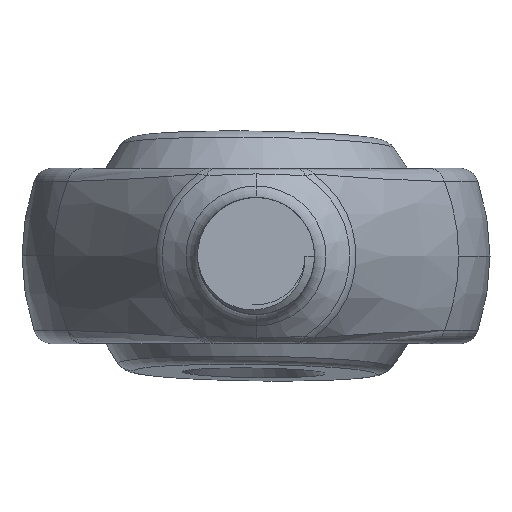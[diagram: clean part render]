
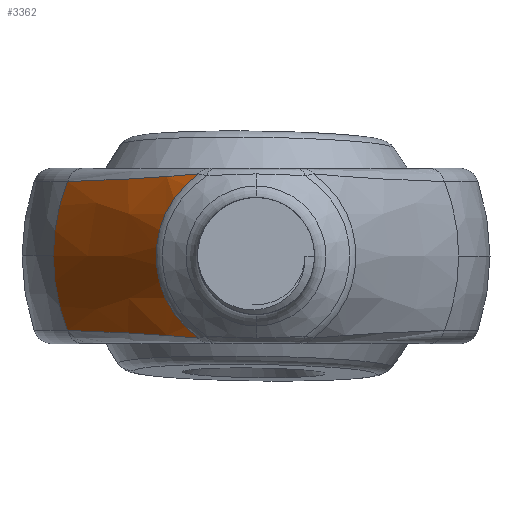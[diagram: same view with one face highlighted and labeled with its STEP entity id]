
A CAD part, front view. The second image highlights one B-rep face of the part: STEP entity #3362.
In plain terms, the highlighted conical face has half-angle 30 degrees and reference radius 2.5 mm.
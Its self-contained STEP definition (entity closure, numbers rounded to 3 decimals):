
#73 = CARTESIAN_POINT ( 'NONE',  ( -2.726, -6.149, 2.006 ) ) ;
#214 = EDGE_CURVE ( 'NONE', #454, #5613, #806, .T. ) ;
#454 = VERTEX_POINT ( 'NONE', #1870 ) ;
#692 = DIRECTION ( 'NONE',  ( 0., 0., 1. ) ) ;
#806 = CIRCLE ( 'NONE', #4988, 5.196 ) ;
#1108 = CARTESIAN_POINT ( 'NONE',  ( 0., -7.556, 0. ) ) ;
#1163 = CARTESIAN_POINT ( 'NONE',  ( 0., -3., 0. ) ) ;
#1165 = ORIENTED_EDGE ( 'NONE', *, *, #6188, .T. ) ;
#1170 = CARTESIAN_POINT ( 'NONE',  ( -1.647, -7.399, 2.09 ) ) ;
#1211 = DIRECTION ( 'NONE',  ( 0., -1., 0. ) ) ;
#1279 = CARTESIAN_POINT ( 'NONE',  ( -2.284, -6.701, 2.038 ) ) ;
#1375 = CARTESIAN_POINT ( 'NONE',  ( -3.817, -4.599, -1.944 ) ) ;
#1453 = EDGE_CURVE ( 'NONE', #5079, #4535, #1920, .T. ) ;
#1570 = DIRECTION ( 'NONE',  ( 0., 1., 0. ) ) ;
#1771 = AXIS2_PLACEMENT_3D ( 'NONE', #5172, #4068, #692 ) ;
#1845 = CARTESIAN_POINT ( 'NONE',  ( -4.328, -3.803, 1.925 ) ) ;
#1870 = CARTESIAN_POINT ( 'NONE',  ( -4.833, -3., 1.909 ) ) ;
#1920 = B_SPLINE_CURVE_WITH_KNOTS ( 'NONE', 3,
 ( #1952, #4211, #1375, #2585, #6013, #7075, #2519, #3158, #2537, #7122 ),
 .UNSPECIFIED., .F., .F.,
 ( 4, 2, 2, 2, 4 ),
 ( 0., 0.003, 0.004, 0.005, 0.006 ),
 .UNSPECIFIED. ) ;
#1934 = DIRECTION ( 'NONE',  ( 0., -1., 0. ) ) ;
#1938 = CARTESIAN_POINT ( 'NONE',  ( -4.833, -3., -1.909 ) ) ;
#1952 = CARTESIAN_POINT ( 'NONE',  ( -4.833, -3., -1.909 ) ) ;
#2051 = AXIS2_PLACEMENT_3D ( 'NONE', #1108, #1570, #6252 ) ;
#2333 = EDGE_CURVE ( 'NONE', #4535, #2929, #6598, .T. ) ;
#2467 = CARTESIAN_POINT ( 'NONE',  ( -5.196, -3., 0. ) ) ;
#2519 = CARTESIAN_POINT ( 'NONE',  ( -2.134, -6.88, -2.05 ) ) ;
#2537 = CARTESIAN_POINT ( 'NONE',  ( -1.646, -7.4, -2.09 ) ) ;
#2585 = CARTESIAN_POINT ( 'NONE',  ( -3.007, -5.763, -1.988 ) ) ;
#2677 = EDGE_LOOP ( 'NONE', ( #6498, #1165, #6580, #6390, #4254 ) ) ;
#2881 = CARTESIAN_POINT ( 'NONE',  ( -1.813, -7.231, 2.076 ) ) ;
#2929 = VERTEX_POINT ( 'NONE', #4744 ) ;
#3133 = CIRCLE ( 'NONE', #7221, 5.196 ) ;
#3158 = CARTESIAN_POINT ( 'NONE',  ( -1.813, -7.231, -2.076 ) ) ;
#3263 = EDGE_CURVE ( 'NONE', #5613, #5079, #3133, .T. ) ;
#3362 = ADVANCED_FACE ( 'NONE', ( #4448 ), #7204, .T. ) ;
#3466 = CARTESIAN_POINT ( 'NONE',  ( -4.833, -3., 1.909 ) ) ;
#3629 = CARTESIAN_POINT ( 'NONE',  ( 0., -3., 0. ) ) ;
#3657 = DIRECTION ( 'NONE',  ( 0., 0., -1. ) ) ;
#4068 = DIRECTION ( 'NONE',  ( 0., 1., 0. ) ) ;
#4113 = CARTESIAN_POINT ( 'NONE',  ( -2.132, -6.882, 2.05 ) ) ;
#4211 = CARTESIAN_POINT ( 'NONE',  ( -4.329, -3.802, -1.925 ) ) ;
#4254 = ORIENTED_EDGE ( 'NONE', *, *, #1453, .T. ) ;
#4448 = FACE_OUTER_BOUND ( 'NONE', #2677, .T. ) ;
#4535 = VERTEX_POINT ( 'NONE', #5939 ) ;
#4744 = CARTESIAN_POINT ( 'NONE',  ( -1.467, -7.556, 2.105 ) ) ;
#4988 = AXIS2_PLACEMENT_3D ( 'NONE', #3629, #1934, #3657 ) ;
#5079 = VERTEX_POINT ( 'NONE', #1938 ) ;
#5172 = CARTESIAN_POINT ( 'NONE',  ( 0., -7.67, 0. ) ) ;
#5201 = DIRECTION ( 'NONE',  ( 0., 0., -1. ) ) ;
#5263 = CARTESIAN_POINT ( 'NONE',  ( -3.816, -4.601, 1.944 ) ) ;
#5398 = B_SPLINE_CURVE_WITH_KNOTS ( 'NONE', 3,
 ( #6304, #1170, #2881, #4113, #1279, #73, #6864, #5263, #1845, #3466 ),
 .UNSPECIFIED., .F., .F.,
 ( 4, 2, 2, 2, 4 ),
 ( 0., 0.001, 0.001, 0.003, 0.006 ),
 .UNSPECIFIED. ) ;
#5613 = VERTEX_POINT ( 'NONE', #2467 ) ;
#5939 = CARTESIAN_POINT ( 'NONE',  ( -1.467, -7.556, -2.105 ) ) ;
#6013 = CARTESIAN_POINT ( 'NONE',  ( -2.729, -6.145, -2.006 ) ) ;
#6188 = EDGE_CURVE ( 'NONE', #2929, #454, #5398, .T. ) ;
#6252 = DIRECTION ( 'NONE',  ( 0., 0., 1. ) ) ;
#6304 = CARTESIAN_POINT ( 'NONE',  ( -1.467, -7.556, 2.105 ) ) ;
#6390 = ORIENTED_EDGE ( 'NONE', *, *, #3263, .T. ) ;
#6498 = ORIENTED_EDGE ( 'NONE', *, *, #2333, .T. ) ;
#6580 = ORIENTED_EDGE ( 'NONE', *, *, #214, .T. ) ;
#6598 = CIRCLE ( 'NONE', #2051, 2.566 ) ;
#6864 = CARTESIAN_POINT ( 'NONE',  ( -3.004, -5.766, 1.988 ) ) ;
#7075 = CARTESIAN_POINT ( 'NONE',  ( -2.286, -6.699, -2.038 ) ) ;
#7122 = CARTESIAN_POINT ( 'NONE',  ( -1.467, -7.556, -2.105 ) ) ;
#7204 = CONICAL_SURFACE ( 'NONE', #1771, 2.5, 0.524 ) ;
#7221 = AXIS2_PLACEMENT_3D ( 'NONE', #1163, #1211, #5201 ) ;
